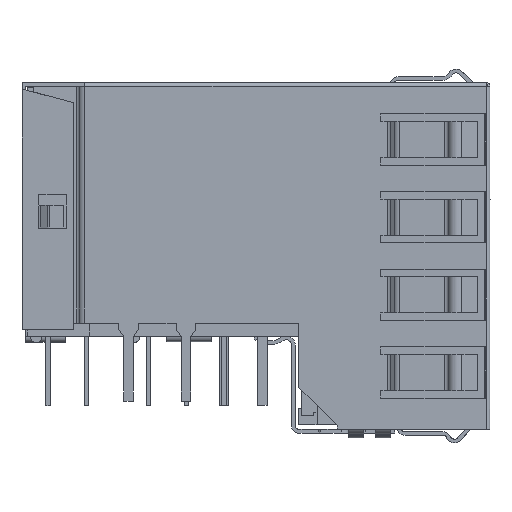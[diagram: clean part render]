
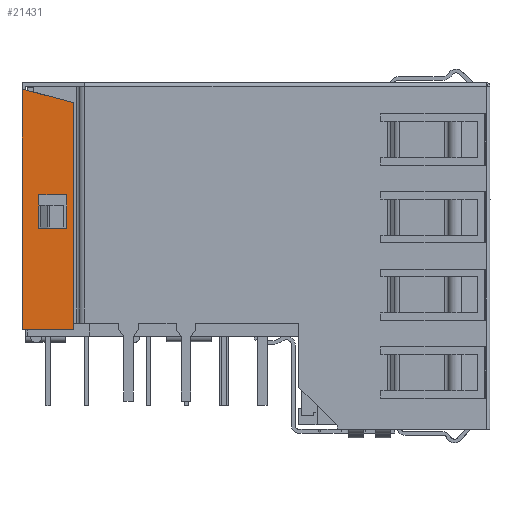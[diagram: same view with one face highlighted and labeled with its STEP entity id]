
A CAD part, left-side view. The second image highlights one B-rep face of the part: STEP entity #21431.
In plain terms, the highlighted planar face has unit normal (-1, 0, 0).
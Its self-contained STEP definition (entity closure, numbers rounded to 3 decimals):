
#7 = LINE ( 'NONE', #10578, #16191 ) ;
#817 = VECTOR ( 'NONE', #7313, 1000. ) ;
#970 = ORIENTED_EDGE ( 'NONE', *, *, #11639, .T. ) ;
#1780 = CARTESIAN_POINT ( 'NONE',  ( 47.17, 22.07, -2.38 ) ) ;
#2605 = EDGE_CURVE ( 'NONE', #10496, #28525, #29678, .T. ) ;
#3039 = DIRECTION ( 'NONE',  ( 0., 0., 1. ) ) ;
#3367 = PLANE ( 'NONE',  #18243 ) ;
#4212 = CARTESIAN_POINT ( 'NONE',  ( 47.17, 23.92, -0.13 ) ) ;
#4623 = DIRECTION ( 'NONE',  ( 0., -1., 0. ) ) ;
#5240 = EDGE_CURVE ( 'NONE', #28525, #11794, #12726, .T. ) ;
#5626 = FACE_OUTER_BOUND ( 'NONE', #27772, .T. ) ;
#6509 = ORIENTED_EDGE ( 'NONE', *, *, #16190, .T. ) ;
#6789 = VERTEX_POINT ( 'NONE', #33851 ) ;
#7198 = ORIENTED_EDGE ( 'NONE', *, *, #28178, .T. ) ;
#7313 = DIRECTION ( 'NONE',  ( 0., 0., 1. ) ) ;
#7857 = VERTEX_POINT ( 'NONE', #11059 ) ;
#8275 = VECTOR ( 'NONE', #4623, 1000. ) ;
#9110 = CARTESIAN_POINT ( 'NONE',  ( 47.17, 25.03, -9.05 ) ) ;
#10051 = EDGE_CURVE ( 'NONE', #22485, #7857, #32851, .T. ) ;
#10496 = VERTEX_POINT ( 'NONE', #1780 ) ;
#10578 = CARTESIAN_POINT ( 'NONE',  ( 47.17, 22.07, -9.05 ) ) ;
#11059 = CARTESIAN_POINT ( 'NONE',  ( 47.17, 25.03, -9.05 ) ) ;
#11639 = EDGE_CURVE ( 'NONE', #33766, #6789, #27136, .T. ) ;
#11719 = VECTOR ( 'NONE', #3039, 1000. ) ;
#11794 = VERTEX_POINT ( 'NONE', #4212 ) ;
#12506 = CARTESIAN_POINT ( 'NONE',  ( 47.17, 21.63, -9.05 ) ) ;
#12726 = LINE ( 'NONE', #23324, #11719 ) ;
#12925 = VECTOR ( 'NONE', #32329, 1000. ) ;
#13668 = EDGE_CURVE ( 'NONE', #24353, #10496, #7, .T. ) ;
#13895 = CARTESIAN_POINT ( 'NONE',  ( 47.17, 25.03, -2.38 ) ) ;
#13921 = CARTESIAN_POINT ( 'NONE',  ( 47.17, 25.03, -9.05 ) ) ;
#15725 = CARTESIAN_POINT ( 'NONE',  ( 47.17, 22.07, -0.13 ) ) ;
#15796 = VERTEX_POINT ( 'NONE', #19023 ) ;
#15906 = ORIENTED_EDGE ( 'NONE', *, *, #5240, .T. ) ;
#16012 = VECTOR ( 'NONE', #22242, 1000. ) ;
#16190 = EDGE_CURVE ( 'NONE', #6789, #22485, #29718, .T. ) ;
#16191 = VECTOR ( 'NONE', #21164, 1000. ) ;
#17835 = ORIENTED_EDGE ( 'NONE', *, *, #2605, .T. ) ;
#18243 = AXIS2_PLACEMENT_3D ( 'NONE', #13921, #24161, #24510 ) ;
#18391 = EDGE_CURVE ( 'NONE', #15796, #7857, #28874, .T. ) ;
#19023 = CARTESIAN_POINT ( 'NONE',  ( 47.17, 21.63, -9.05 ) ) ;
#19683 = DIRECTION ( 'NONE',  ( 0., 0., -1. ) ) ;
#19688 = ORIENTED_EDGE ( 'NONE', *, *, #18391, .F. ) ;
#20240 = EDGE_LOOP ( 'NONE', ( #22843, #17835, #15906, #29744 ) ) ;
#20259 = CARTESIAN_POINT ( 'NONE',  ( 47.17, 21.63, 5.971 ) ) ;
#20849 = EDGE_CURVE ( 'NONE', #11794, #24353, #25597, .T. ) ;
#21164 = DIRECTION ( 'NONE',  ( 0., 0., -1. ) ) ;
#21431 = ADVANCED_FACE ( 'NONE', ( #31950, #5626 ), #3367, .T. ) ;
#22242 = DIRECTION ( 'NONE',  ( 0., 1., 0. ) ) ;
#22485 = VERTEX_POINT ( 'NONE', #34218 ) ;
#22843 = ORIENTED_EDGE ( 'NONE', *, *, #13668, .T. ) ;
#23324 = CARTESIAN_POINT ( 'NONE',  ( 47.17, 23.92, -9.05 ) ) ;
#24161 = DIRECTION ( 'NONE',  ( -1., 0., 0. ) ) ;
#24189 = DIRECTION ( 'NONE',  ( 0., 1., 0. ) ) ;
#24353 = VERTEX_POINT ( 'NONE', #15725 ) ;
#24510 = DIRECTION ( 'NONE',  ( 0., 1., 0. ) ) ;
#24676 = VECTOR ( 'NONE', #24189, 1000. ) ;
#25170 = CARTESIAN_POINT ( 'NONE',  ( 47.17, 25.03, 6.815 ) ) ;
#25597 = LINE ( 'NONE', #25929, #8275 ) ;
#25929 = CARTESIAN_POINT ( 'NONE',  ( 47.17, 25.03, -0.13 ) ) ;
#26805 = CARTESIAN_POINT ( 'NONE',  ( 47.17, 21.63, 5.971 ) ) ;
#27136 = LINE ( 'NONE', #26805, #29915 ) ;
#27772 = EDGE_LOOP ( 'NONE', ( #970, #6509, #31295, #19688, #7198 ) ) ;
#28178 = EDGE_CURVE ( 'NONE', #15796, #33766, #28277, .T. ) ;
#28277 = LINE ( 'NONE', #12506, #817 ) ;
#28525 = VERTEX_POINT ( 'NONE', #33108 ) ;
#28688 = CARTESIAN_POINT ( 'NONE',  ( 47.17, 25.03, -9.05 ) ) ;
#28874 = LINE ( 'NONE', #28688, #24676 ) ;
#29578 = DIRECTION ( 'NONE',  ( 0., 0.966, 0.259 ) ) ;
#29678 = LINE ( 'NONE', #13895, #16012 ) ;
#29718 = LINE ( 'NONE', #25170, #12925 ) ;
#29744 = ORIENTED_EDGE ( 'NONE', *, *, #20849, .T. ) ;
#29915 = VECTOR ( 'NONE', #29578, 1000. ) ;
#31295 = ORIENTED_EDGE ( 'NONE', *, *, #10051, .T. ) ;
#31950 = FACE_BOUND ( 'NONE', #20240, .T. ) ;
#32040 = VECTOR ( 'NONE', #19683, 1000. ) ;
#32329 = DIRECTION ( 'NONE',  ( 0., 1., 0. ) ) ;
#32851 = LINE ( 'NONE', #9110, #32040 ) ;
#33108 = CARTESIAN_POINT ( 'NONE',  ( 47.17, 23.92, -2.38 ) ) ;
#33766 = VERTEX_POINT ( 'NONE', #20259 ) ;
#33851 = CARTESIAN_POINT ( 'NONE',  ( 47.17, 24.78, 6.815 ) ) ;
#34218 = CARTESIAN_POINT ( 'NONE',  ( 47.17, 25.03, 6.815 ) ) ;
